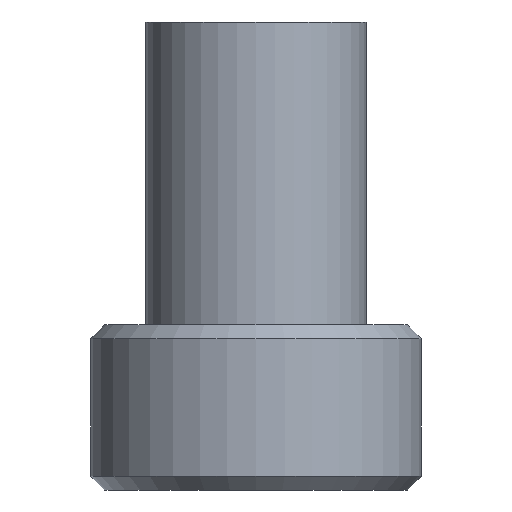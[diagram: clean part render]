
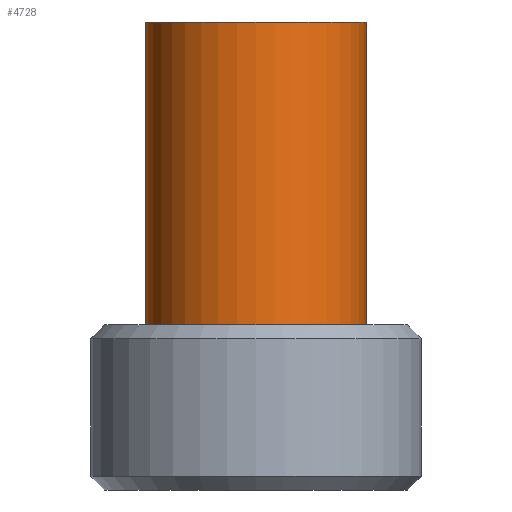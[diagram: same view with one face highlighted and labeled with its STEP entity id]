
A CAD part, left-side view. The second image highlights one B-rep face of the part: STEP entity #4728.
In plain terms, the highlighted cylindrical face has radius 4 mm (diameter 8 mm), a full revolution.
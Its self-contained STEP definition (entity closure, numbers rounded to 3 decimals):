
#48=CYLINDRICAL_SURFACE('',#4926,4.);
#90=CIRCLE('',#4920,4.);
#93=CIRCLE('',#4927,4.);
#432=FACE_OUTER_BOUND('',#702,.T.);
#702=EDGE_LOOP('',(#4201,#4202,#4203,#4204));
#1035=LINE('',#9065,#1366);
#1366=VECTOR('',#5475,4.);
#2159=VERTEX_POINT('',#9053);
#2162=VERTEX_POINT('',#9064);
#2847=EDGE_CURVE('',#2159,#2159,#90,.T.);
#2851=EDGE_CURVE('',#2159,#2162,#1035,.T.);
#2852=EDGE_CURVE('',#2162,#2162,#93,.T.);
#4201=ORIENTED_EDGE('',*,*,#2847,.T.);
#4202=ORIENTED_EDGE('',*,*,#2851,.T.);
#4203=ORIENTED_EDGE('',*,*,#2852,.F.);
#4204=ORIENTED_EDGE('',*,*,#2851,.F.);
#4728=ADVANCED_FACE('',(#432),#48,.T.);
#4920=AXIS2_PLACEMENT_3D('',#9054,#5460,#5461);
#4926=AXIS2_PLACEMENT_3D('',#9063,#5473,#5474);
#4927=AXIS2_PLACEMENT_3D('',#9066,#5476,#5477);
#5460=DIRECTION('center_axis',(0.,0.,-1.));
#5461=DIRECTION('ref_axis',(-1.,0.,0.));
#5473=DIRECTION('center_axis',(0.,0.,1.));
#5474=DIRECTION('ref_axis',(-1.,0.,0.));
#5475=DIRECTION('',(0.,0.,-1.));
#5476=DIRECTION('center_axis',(0.,0.,-1.));
#5477=DIRECTION('ref_axis',(-1.,0.,0.));
#9053=CARTESIAN_POINT('',(4.,0.,11.));
#9054=CARTESIAN_POINT('Origin',(0.,0.,11.));
#9063=CARTESIAN_POINT('Origin',(0.,0.,0.));
#9064=CARTESIAN_POINT('',(4.,0.,0.));
#9065=CARTESIAN_POINT('',(4.,0.,0.));
#9066=CARTESIAN_POINT('Origin',(0.,0.,0.));
